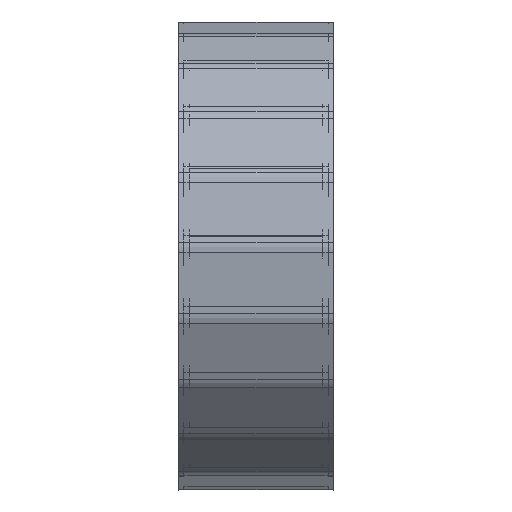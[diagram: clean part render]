
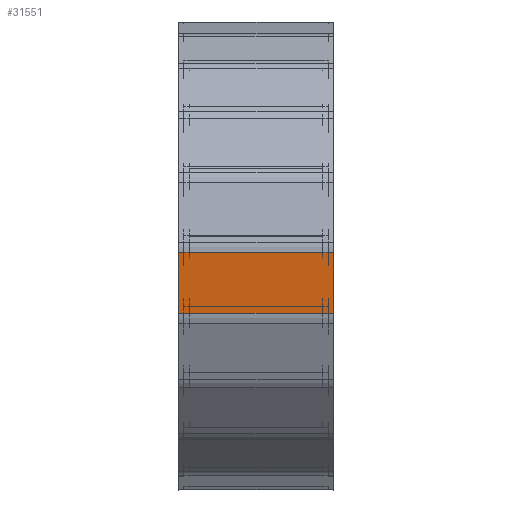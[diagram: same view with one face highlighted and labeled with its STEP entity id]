
A CAD part, left-side view. The second image highlights one B-rep face of the part: STEP entity #31551.
In plain terms, the highlighted planar face has unit normal (-0.994, 0, -0.109).
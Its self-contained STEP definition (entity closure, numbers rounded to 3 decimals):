
#983=PLANE('',#33431);
#3537=VERTEX_POINT('',#45310);
#3538=VERTEX_POINT('',#45312);
#3541=VERTEX_POINT('',#45319);
#3542=VERTEX_POINT('',#45321);
#3603=VERTEX_POINT('',#45509);
#3640=VERTEX_POINT('',#45606);
#3641=VERTEX_POINT('',#45615);
#3642=VERTEX_POINT('',#45617);
#3648=VERTEX_POINT('',#45650);
#3649=VERTEX_POINT('',#45652);
#6754=VECTOR('',#37127,1.);
#6756=VECTOR('',#37135,1.);
#6845=VECTOR('',#37273,1.);
#6886=VECTOR('',#37347,1.);
#6889=VECTOR('',#37358,1.);
#6902=VECTOR('',#37390,1.);
#6903=VECTOR('',#37391,1.);
#6904=VECTOR('',#37392,1.);
#6907=VECTOR('',#37398,1.);
#6914=VECTOR('',#37416,1.);
#10596=LINE('',#45311,#6754);
#10598=LINE('',#45320,#6756);
#10687=LINE('',#45508,#6845);
#10728=LINE('',#45607,#6886);
#10731=LINE('',#45616,#6889);
#10744=LINE('',#45649,#6902);
#10745=LINE('',#45651,#6903);
#10746=LINE('',#45653,#6904);
#10749=LINE('',#45658,#6907);
#10756=LINE('',#45676,#6914);
#14661=EDGE_CURVE('',#3537,#3538,#10596,.T.);
#14665=EDGE_CURVE('',#3541,#3542,#10598,.T.);
#14762=EDGE_CURVE('',#3603,#3538,#10687,.T.);
#14814=EDGE_CURVE('',#3541,#3640,#10728,.T.);
#14819=EDGE_CURVE('',#3642,#3641,#10731,.T.);
#14835=EDGE_CURVE('',#3542,#3648,#10744,.T.);
#14836=EDGE_CURVE('',#3649,#3648,#10745,.T.);
#14837=EDGE_CURVE('',#3649,#3537,#10746,.T.);
#14840=EDGE_CURVE('',#3640,#3642,#10749,.T.);
#14850=EDGE_CURVE('',#3641,#3603,#10756,.T.);
#20913=ORIENTED_EDGE('',*,*,#14836,.T.);
#20914=ORIENTED_EDGE('',*,*,#14835,.F.);
#20915=ORIENTED_EDGE('',*,*,#14665,.F.);
#20916=ORIENTED_EDGE('',*,*,#14814,.T.);
#20917=ORIENTED_EDGE('',*,*,#14840,.T.);
#20918=ORIENTED_EDGE('',*,*,#14819,.T.);
#20919=ORIENTED_EDGE('',*,*,#14850,.T.);
#20920=ORIENTED_EDGE('',*,*,#14762,.T.);
#20921=ORIENTED_EDGE('',*,*,#14661,.F.);
#20922=ORIENTED_EDGE('',*,*,#14837,.F.);
#28295=EDGE_LOOP('',(#20913,#20914,#20915,#20916,#20917,#20918,#20919,#20920,
#20921,#20922));
#29923=FACE_BOUND('',#28295,.T.);
#31551=ADVANCED_FACE('',(#29923),#983,.T.);
#33431=AXIS2_PLACEMENT_3D('',#45691,#37431,$);
#37127=DIRECTION('',(0.,-1.,0.));
#37135=DIRECTION('',(0.,-1.,0.));
#37273=DIRECTION('',(-0.109,0.,0.994));
#37347=DIRECTION('',(0.109,0.,-0.994));
#37358=DIRECTION('',(0.,-1.,0.));
#37390=DIRECTION('',(0.,-1.,0.));
#37391=DIRECTION('',(0.,1.,0.));
#37392=DIRECTION('',(0.,-1.,0.));
#37398=DIRECTION('',(0.,-1.,0.));
#37416=DIRECTION('',(0.,-1.,0.));
#37431=DIRECTION('',(-0.994,0.,-0.109));
#45310=CARTESIAN_POINT('',(-668.625,-4.001,152.005));
#45311=CARTESIAN_POINT('',(-668.625,-4.001,152.005));
#45312=CARTESIAN_POINT('',(-668.625,-7.8,152.005));
#45319=CARTESIAN_POINT('',(-668.625,107.8,152.005));
#45320=CARTESIAN_POINT('',(-668.625,107.8,152.005));
#45321=CARTESIAN_POINT('',(-668.625,104.001,152.005));
#45508=CARTESIAN_POINT('',(-663.596,-7.8,106.281));
#45509=CARTESIAN_POINT('',(-663.596,-7.8,106.281));
#45606=CARTESIAN_POINT('',(-663.596,107.8,106.281));
#45607=CARTESIAN_POINT('',(-668.625,107.8,152.005));
#45615=CARTESIAN_POINT('',(-663.596,-4.,106.281));
#45616=CARTESIAN_POINT('',(-663.596,104.,106.281));
#45617=CARTESIAN_POINT('',(-663.596,104.,106.281));
#45649=CARTESIAN_POINT('',(-668.625,104.001,152.005));
#45650=CARTESIAN_POINT('',(-668.625,100.,152.005));
#45651=CARTESIAN_POINT('',(-668.625,0.,152.005));
#45652=CARTESIAN_POINT('',(-668.625,0.,152.005));
#45653=CARTESIAN_POINT('',(-668.625,0.,152.005));
#45658=CARTESIAN_POINT('',(-663.596,107.8,106.281));
#45676=CARTESIAN_POINT('',(-663.596,-4.,106.281));
#45691=CARTESIAN_POINT('',(-666.11,108.,129.143));
